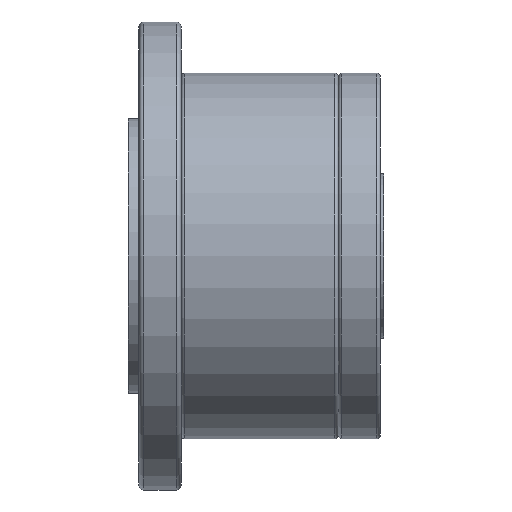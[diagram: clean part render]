
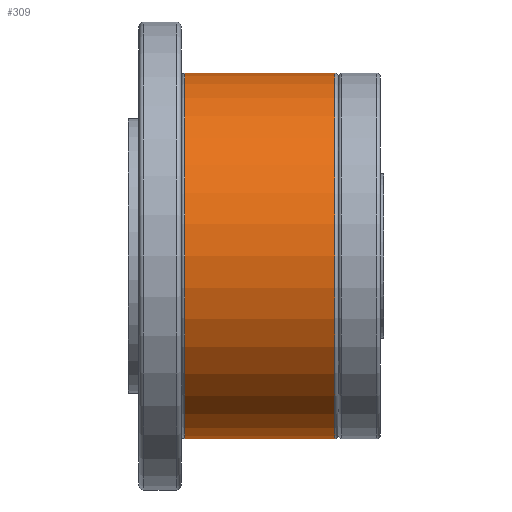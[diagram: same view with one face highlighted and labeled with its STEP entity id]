
A CAD part, front view. The second image highlights one B-rep face of the part: STEP entity #309.
In plain terms, the highlighted cylindrical face has radius 50 mm (diameter 100 mm), a partial arc.
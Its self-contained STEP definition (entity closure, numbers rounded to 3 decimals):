
#309=ADVANCED_FACE('',(#888),#889,.T.);
#888=FACE_OUTER_BOUND('',#1495,.T.);
#889=CYLINDRICAL_SURFACE('',#1496,50.0);
#1495=EDGE_LOOP('',(#3570,#3571,#3572,#3573,#3574,#3575));
#1496=AXIS2_PLACEMENT_3D('',#3576,#3577,#3578);
#3570=ORIENTED_EDGE('',*,*,#3687,.T.);
#3571=ORIENTED_EDGE('',*,*,#4326,.F.);
#3572=ORIENTED_EDGE('',*,*,#4325,.F.);
#3573=ORIENTED_EDGE('',*,*,#3689,.T.);
#3574=ORIENTED_EDGE('',*,*,#4324,.T.);
#3575=ORIENTED_EDGE('',*,*,#4323,.T.);
#3576=CARTESIAN_POINT('',(36.0,0.0,0.0));
#3577=DIRECTION('',(1.0,0.0,0.0));
#3578=DIRECTION('',(0.0,0.0,-1.0));
#3687=EDGE_CURVE('',#4363,#4364,#4365,.T.);
#3689=EDGE_CURVE('',#4368,#4366,#4369,.T.);
#4323=EDGE_CURVE('',#5427,#4363,#5428,.T.);
#4324=EDGE_CURVE('',#4366,#5427,#5429,.T.);
#4325=EDGE_CURVE('',#4368,#5430,#5431,.T.);
#4326=EDGE_CURVE('',#5430,#4364,#5432,.T.);
#4363=VERTEX_POINT('',#5477);
#4364=VERTEX_POINT('',#5478);
#4365=LINE('',#5479,#5480);
#4366=VERTEX_POINT('',#5481);
#4368=VERTEX_POINT('',#5483);
#4369=LINE('',#5484,#5485);
#5427=VERTEX_POINT('',#6944);
#5428=CIRCLE('',#6945,50.0);
#5429=CIRCLE('',#6946,50.0);
#5430=VERTEX_POINT('',#6947);
#5431=CIRCLE('',#6948,50.0);
#5432=CIRCLE('',#6949,50.0);
#5477=CARTESIAN_POINT('',(15.5,0.,-50.0));
#5478=CARTESIAN_POINT('',(56.5,0.,-50.0));
#5479=CARTESIAN_POINT('',(36.0,0.,-50.0));
#5480=VECTOR('',#6998,1.0);
#5481=CARTESIAN_POINT('',(15.5,0.,50.0));
#5483=CARTESIAN_POINT('',(56.5,0.,50.0));
#5484=CARTESIAN_POINT('',(36.0,0.,50.0));
#5485=VECTOR('',#7002,1.0);
#6944=CARTESIAN_POINT('',(15.5,-50.0,0.));
#6945=AXIS2_PLACEMENT_3D('',#8225,#8226,#8227);
#6946=AXIS2_PLACEMENT_3D('',#8228,#8229,#8230);
#6947=CARTESIAN_POINT('',(56.5,-50.0,0.0));
#6948=AXIS2_PLACEMENT_3D('',#8231,#8232,#8233);
#6949=AXIS2_PLACEMENT_3D('',#8234,#8235,#8236);
#6998=DIRECTION('',(1.0,0.0,0.0));
#7002=DIRECTION('',(-1.0,-0.0,-0.0));
#8225=CARTESIAN_POINT('',(15.5,0.,0.));
#8226=DIRECTION('',(1.0,0.0,0.0));
#8227=DIRECTION('',(0.0,0.0,-1.0));
#8228=CARTESIAN_POINT('',(15.5,0.,0.));
#8229=DIRECTION('',(1.0,0.0,0.0));
#8230=DIRECTION('',(0.0,0.0,-1.0));
#8231=CARTESIAN_POINT('',(56.5,0.,0.0));
#8232=DIRECTION('',(1.0,0.0,0.0));
#8233=DIRECTION('',(0.0,0.0,-1.0));
#8234=CARTESIAN_POINT('',(56.5,0.,0.0));
#8235=DIRECTION('',(1.0,0.0,0.0));
#8236=DIRECTION('',(0.0,0.0,-1.0));
